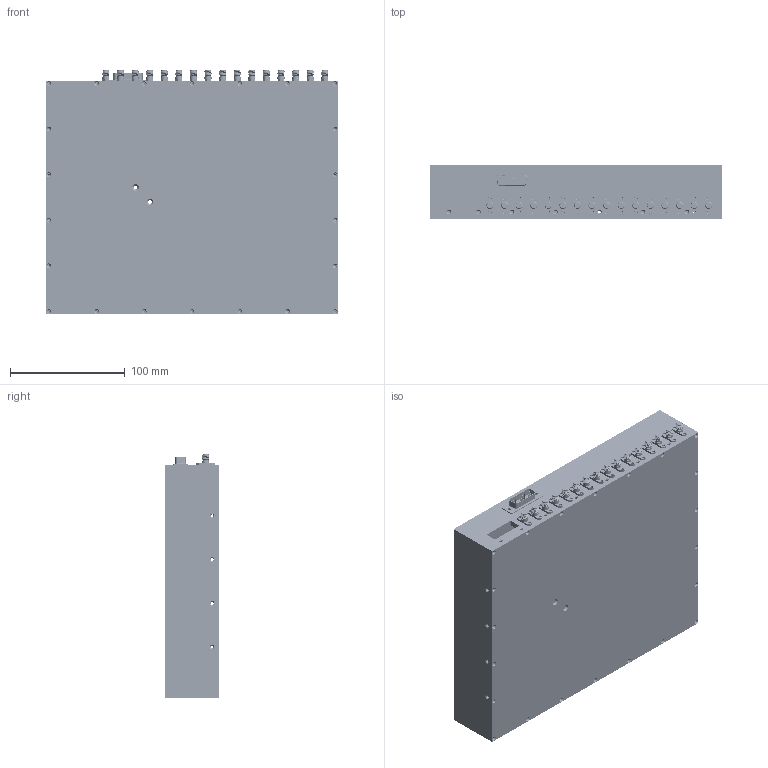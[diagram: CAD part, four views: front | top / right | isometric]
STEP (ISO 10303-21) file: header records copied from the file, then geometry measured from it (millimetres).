
FILE_DESCRIPTION(/* description */ (''),/* implementation_level */ '2;1');
FILE_NAME(/* name */ 'SNAP 8x10x1.75 Ver1.stp',/* time_stamp */ '2016-08-30T05:34:35-07:00',/* author */ ('Zara'),/* organization */ (''),/* preprocessor_version */ 'ST-DEVELOPER v16.1',/* originating_system */ 'Autodesk Inventor 2016',/* authorisation */ '');
FILE_SCHEMA (('AUTOMOTIVE_DESIGN { 1 0 10303 214 3 1 1 }'));
Products named in the file (802): R58010-175-with SNAP V2 features; RFT 8x10 Cover; BOARD; INDC1005X55L_L30; INDC1005X55L_L31; NRAO-LOGO_NOREFDES; MOLEX_SD-74754-0220_M23; SHDRRA14W55P200_7X2_1665X100-1_J11; SHDRV14W55P200_7X2_1665X630H-1_J3; TE_CONN_6367550-5_P3; TO170P1430X470-6N-ALT1_U18; SMA_END_LAUNCH_SMATP1; SMA_END_LAUNCH_SMATP2; SMA_END_LAUNCH_SMATP3; SMA_END_LAUNCH_SMATP4; SMA_END_LAUNCH_SMATP5; SMA_END_LAUNCH_SMATP6; SMA_END_LAUNCH_SMATP7; SMA_END_LAUNCH_SMATP8; SMA_END_LAUNCH_SMATP9; SMA_END_LAUNCH_SMATP10; SMA_END_LAUNCH_SMATP11; SMA_END_LAUNCH_SMATP12; SMA_END_LAUNCH_SMATP13; SMA_END_LAUNCH_SMATP14; SMA_END_LAUNCH_SMATP15; SMA_END_LAUNCH_SMATP16; HDRV254W64P254R1L508T254H838_JP3; HDRV254W64P254R1L508T254H838_JP2; HDRV254W64P254R1L508T254H838_JP1; HDRV254W64P254R1L508T254H838_JP4; HDRV6X2_J9; HDRV6X2_J7; HDRV6X2_J5; HDRV6X2_J6; HDRV2X20_PI2; CAPPRD350W60D820H1170P_C259; CAPPRD350W60D820H1170P_C250; CAPPRD350W60D820H1170P_C241; CAPPRD350W60D820H1170P_C234 ...
Assembly tree (823 placements, depth 4):
  SNAP 8x10x1.75 Ver1.A
    R58010-175-with SNAP V2 features
    132143_iges_file  x16
    RFT 8x10 Cover
    SNAP-V2_1_0
      BOARD
      COMPONENTS
        INDC1005X55L_L30
        INDC1005X55L_L31
        NRAO-LOGO_NOREFDES
        MOLEX_SD-74754-0220_M23
        SHDRRA14W55P200_7X2_1665X100-1_J11
        SHDRV14W55P200_7X2_1665X630H-1_J3
        TE_CONN_6367550-5_P3
        TO170P1430X470-6N-ALT1_U18
        SMA_END_LAUNCH_SMATP1
        SMA_END_LAUNCH_SMATP2
        SMA_END_LAUNCH_SMATP3
        SMA_END_LAUNCH_SMATP4
        SMA_END_LAUNCH_SMATP5
        SMA_END_LAUNCH_SMATP6
        SMA_END_LAUNCH_SMATP7
        SMA_END_LAUNCH_SMATP8
        SMA_END_LAUNCH_SMATP9
        SMA_END_LAUNCH_SMATP10
        SMA_END_LAUNCH_SMATP11
        SMA_END_LAUNCH_SMATP12
        SMA_END_LAUNCH_SMATP13
        SMA_END_LAUNCH_SMATP14
        SMA_END_LAUNCH_SMATP15
        SMA_END_LAUNCH_SMATP16
        HDRV254W64P254R1L508T254H838_JP3
        HDRV254W64P254R1L508T254H838_JP2
        HDRV254W64P254R1L508T254H838_JP1
        HDRV254W64P254R1L508T254H838_JP4
        HDRV6X2_J9
        HDRV6X2_J7
        HDRV6X2_J5
        HDRV6X2_J6
        HDRV2X20_PI2
        CAPPRD350W60D820H1170P_C259
        CAPPRD350W60D820H1170P_C250
        CAPPRD350W60D820H1170P_C241
        CAPPRD350W60D820H1170P_C234
        CAPPRD350W60D820H1170P_C227
        QFN50P500X500X100-28N_U29
        FID100X125_NOREFDES  x8
        DIOAD1365W102L865D350B_D4
        DIOAD1365W102L865D350B_D5
        DIOAD1365W102L865D350B_D6
        DIOAD1365W102L865D350B_D7
        DIOAD1365W102L865D350B_D8
        BGA676C100P26X26_2700X2700X260_U25
        EMERSON_RFCONN_SMA-V_TP2
        FIL_BNX01X_U24
        MOLEX_744410010_P2
        MOLEX_744410010_P1
        SOT89_Q5
        SOT89_Q6
        QFN80P1000X1000X440-42T320X130X2N-ALT1_U20
Bounding box: 254 x 47.5 x 212.73 mm (x, y, z)
Volume: 342078.7 mm3; surface area: 309459.5 mm2
Topology: 4 solids, 1172 shells, 1966 faces, 7742 edges, 7029 vertices
Faces by surface type: cylinder 804, plane 520, cone 403, bspline 227, torus 12
Full cylindrical faces by diameter (mm): 0.61 x15, 1.143 x15, 1.397 x8, 1.473 x15, 1.702 x74, 2.438 x65, 3.048 x4, 3.251 x4, 4.318 x16
Entity records: 52490 total; most frequent: CARTESIAN_POINT 16491, DIRECTION 7376, ORIENTED_EDGE 3623, AXIS2_PLACEMENT_3D 3269, EDGE_CURVE 1983, PRODUCT_DEFINITION_SHAPE 1625, VERTEX_POINT 1585, EDGE_LOOP 1531
